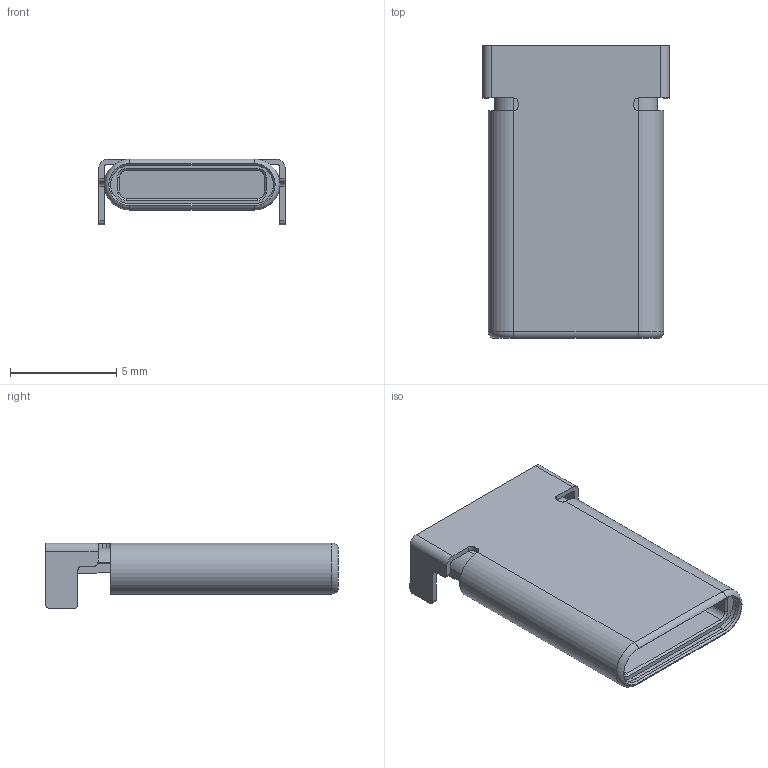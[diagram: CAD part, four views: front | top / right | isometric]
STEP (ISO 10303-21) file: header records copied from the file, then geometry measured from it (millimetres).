
FILE_DESCRIPTION(/* description */ ('STEP AP214'),/* implementation_level */ '2;1');
FILE_NAME(/* name */ 'XKB-U261-121N-4BS2S.step',/* time_stamp */ '2025-12-15T02:02:35+01:00',/* author */ (''),/* organization */ (''),/* preprocessor_version */ 'ST-DEVELOPER v20.1',/* originating_system */ 'Autodesk Translation Framework v14.21.0.0',/* authorisation */ '');
FILE_SCHEMA (('AUTOMOTIVE_DESIGN { 1 0 10303 214 3 1 1 }'));
Length unit declared in the file: millimetre
Products named in the file (1): USB-C-SMD_U261-121N-4BS2S
Bounding box: 8.75 x 13.74 x 3.1 mm (x, y, z)
Volume: 181.8 mm3; surface area: 774.4 mm2
Topology: 2 solids, 2 shells, 203 faces, 526 edges, 340 vertices
Faces by surface type: plane 161, cylinder 32, cone 6, torus 4
Entity records: 6356 total; most frequent: CARTESIAN_POINT 1070, ORIENTED_EDGE 1052, DIRECTION 1006, EDGE_CURVE 526, LINE 454, VECTOR 454, VERTEX_POINT 340, AXIS2_PLACEMENT_3D 276
